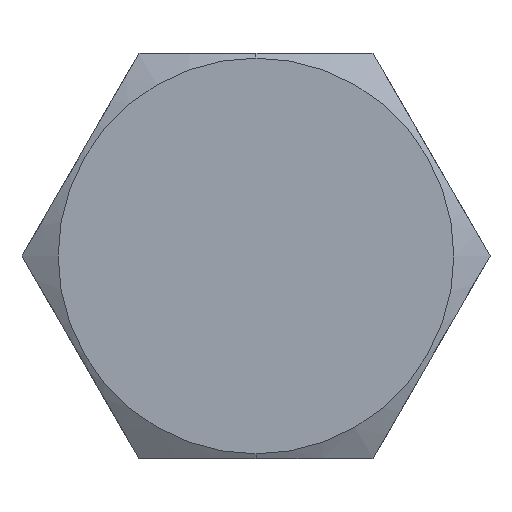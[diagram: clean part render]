
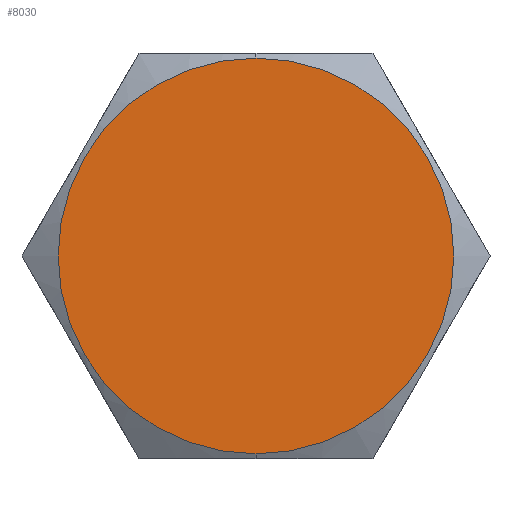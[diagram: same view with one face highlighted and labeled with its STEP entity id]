
A CAD part, left-side view. The second image highlights one B-rep face of the part: STEP entity #8030.
In plain terms, the highlighted planar face has unit normal (-1, 0, 0).
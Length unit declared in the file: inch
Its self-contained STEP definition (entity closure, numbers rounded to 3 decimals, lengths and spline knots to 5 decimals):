
#639 = CIRCLE ( 'NONE', #3730, 0.67125 ) ;
#1207 = DIRECTION ( 'NONE',  ( 0., 0., -1. ) ) ;
#1260 = VERTEX_POINT ( 'NONE', #1908 ) ;
#1584 = CARTESIAN_POINT ( 'NONE',  ( -0.75, 0., -0.67125 ) ) ;
#1908 = CARTESIAN_POINT ( 'NONE',  ( -0.75, 0., 0.67125 ) ) ;
#1972 = ORIENTED_EDGE ( 'NONE', *, *, #6347, .F. ) ;
#2055 = AXIS2_PLACEMENT_3D ( 'NONE', #3357, #5865, #3395 ) ;
#2585 = AXIS2_PLACEMENT_3D ( 'NONE', #6367, #5500, #3904 ) ;
#3357 = CARTESIAN_POINT ( 'NONE',  ( -0.75, 0., 0. ) ) ;
#3395 = DIRECTION ( 'NONE',  ( 0., 0., -1. ) ) ;
#3559 = EDGE_LOOP ( 'NONE', ( #5575, #1972 ) ) ;
#3730 = AXIS2_PLACEMENT_3D ( 'NONE', #10113, #6060, #1207 ) ;
#3869 = PLANE ( 'NONE',  #2585 ) ;
#3904 = DIRECTION ( 'NONE',  ( 0., 0., -1. ) ) ;
#4120 = CIRCLE ( 'NONE', #2055, 0.67125 ) ;
#5500 = DIRECTION ( 'NONE',  ( 1., 0., 0. ) ) ;
#5575 = ORIENTED_EDGE ( 'NONE', *, *, #7801, .F. ) ;
#5865 = DIRECTION ( 'NONE',  ( 1., 0., 0. ) ) ;
#6060 = DIRECTION ( 'NONE',  ( 1., 0., 0. ) ) ;
#6347 = EDGE_CURVE ( 'NONE', #1260, #7211, #639, .T. ) ;
#6367 = CARTESIAN_POINT ( 'NONE',  ( -0.75, 0., 0. ) ) ;
#7211 = VERTEX_POINT ( 'NONE', #1584 ) ;
#7315 = FACE_OUTER_BOUND ( 'NONE', #3559, .T. ) ;
#7801 = EDGE_CURVE ( 'NONE', #7211, #1260, #4120, .T. ) ;
#8030 = ADVANCED_FACE ( 'NONE', ( #7315 ), #3869, .F. ) ;
#10113 = CARTESIAN_POINT ( 'NONE',  ( -0.75, 0., 0. ) ) ;
